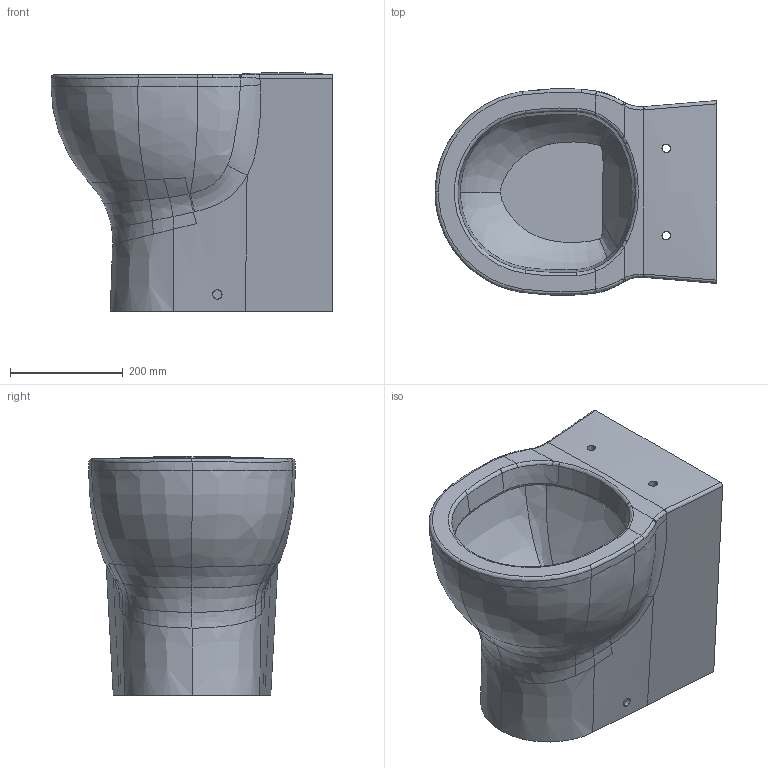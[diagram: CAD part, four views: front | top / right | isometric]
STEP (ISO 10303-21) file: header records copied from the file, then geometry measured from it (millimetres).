
FILE_DESCRIPTION((''),'2;1');
FILE_NAME('W274','2020-04-23T',('Administrator'),(''),'CREO PARAMETRIC BY PTC INC, 2016130','CREO PARAMETRIC BY PTC INC, 2016130','');
FILE_SCHEMA(('CONFIG_CONTROL_DESIGN'));
Length unit declared in the file: millimetre
Products named in the file (1): W274
Bounding box: 500 x 365.95 x 423.53 mm (x, y, z)
Volume: 20587523.9 mm3; surface area: 1269714.1 mm2
Topology: 1 solids, 1 shells, 172 faces, 444 edges, 275 vertices
Faces by surface type: bspline 104, plane 25, cone 17, cylinder 14, torus 11, revolution 1
Entity records: 11222 total; most frequent: CARTESIAN_POINT 7869, ORIENTED_EDGE 888, EDGE_CURVE 444, DIRECTION 375, B_SPLINE_CURVE_WITH_KNOTS 292, VERTEX_POINT 275, EDGE_LOOP 181, FACE_OUTER_BOUND 172
